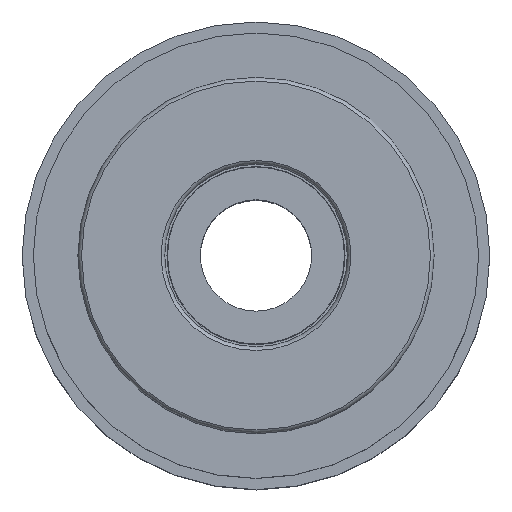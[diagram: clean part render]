
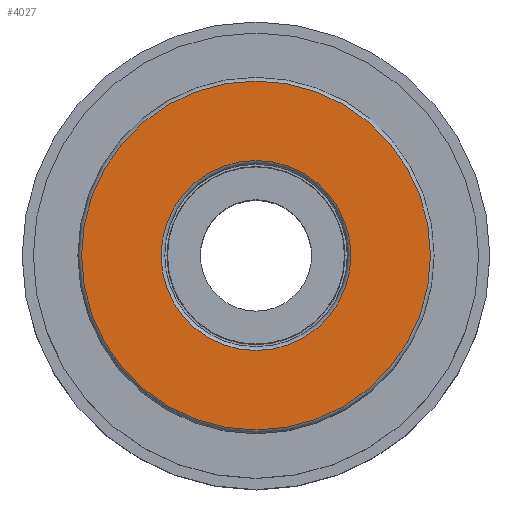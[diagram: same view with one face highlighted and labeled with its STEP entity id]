
A CAD part, top view. The second image highlights one B-rep face of the part: STEP entity #4027.
In plain terms, the highlighted face is planar.
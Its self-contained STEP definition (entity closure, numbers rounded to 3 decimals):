
#585=FACE_BOUND('',#1066,.T.);
#824=FACE_OUTER_BOUND('',#1065,.T.);
#1065=EDGE_LOOP('',(#3640));
#1066=EDGE_LOOP('',(#3641));
#1470=CIRCLE('',#4632,7.835);
#1474=CIRCLE('',#4637,4.265);
#1885=VERTEX_POINT('',#7654);
#1887=VERTEX_POINT('',#7660);
#2495=EDGE_CURVE('',#1885,#1885,#1470,.T.);
#2499=EDGE_CURVE('',#1887,#1887,#1474,.T.);
#3640=ORIENTED_EDGE('',*,*,#2495,.T.);
#3641=ORIENTED_EDGE('',*,*,#2499,.F.);
#3828=PLANE('',#4640);
#4027=ADVANCED_FACE('',(#824,#585),#3828,.T.);
#4632=AXIS2_PLACEMENT_3D('',#7655,#5922,#5923);
#4637=AXIS2_PLACEMENT_3D('',#7662,#5932,#5933);
#4640=AXIS2_PLACEMENT_3D('',#7667,#5939,#5940);
#5922=DIRECTION('center_axis',(0.,-1.,0.));
#5923=DIRECTION('ref_axis',(0.,0.,-1.));
#5932=DIRECTION('center_axis',(0.,-1.,0.));
#5933=DIRECTION('ref_axis',(0.,0.,-1.));
#5939=DIRECTION('center_axis',(0.,-1.,0.));
#5940=DIRECTION('ref_axis',(0.,0.,-1.));
#7654=CARTESIAN_POINT('',(0.,-2.5,7.835));
#7655=CARTESIAN_POINT('Origin',(0.,-2.5,0.));
#7660=CARTESIAN_POINT('',(0.,-2.5,4.265));
#7662=CARTESIAN_POINT('Origin',(0.,-2.5,0.));
#7667=CARTESIAN_POINT('Origin',(0.,-2.5,-7.835));
